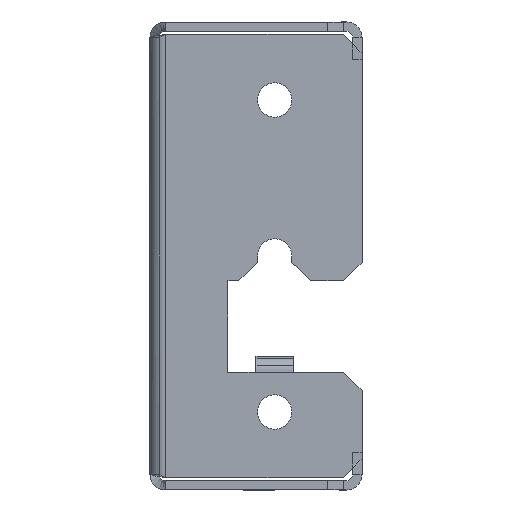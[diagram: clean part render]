
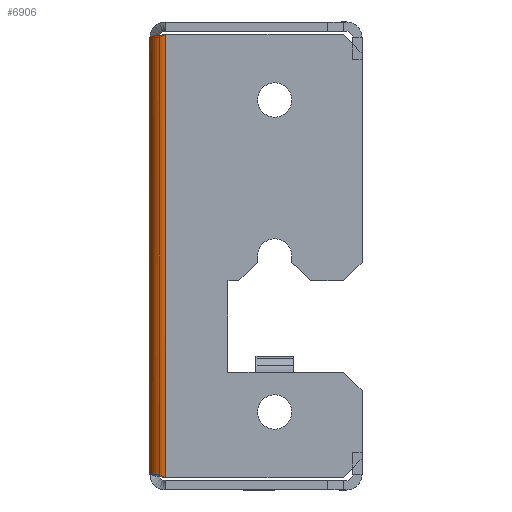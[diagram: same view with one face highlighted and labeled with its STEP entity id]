
A CAD part, left-side view. The second image highlights one B-rep face of the part: STEP entity #6906.
In plain terms, the highlighted cylindrical face has radius 2.5 mm (diameter 5 mm), a partial arc.
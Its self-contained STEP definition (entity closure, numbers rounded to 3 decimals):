
#126 = CARTESIAN_POINT ( 'NONE',  ( -348.5, -2.173, 35.458 ) ) ;
#293 = DIRECTION ( 'NONE',  ( 1., 0., 0. ) ) ;
#519 = EDGE_CURVE ( 'NONE', #21091, #20233, #2703, .T. ) ;
#657 = CARTESIAN_POINT ( 'NONE',  ( -348.435, -1.846, 35.417 ) ) ;
#1196 = CARTESIAN_POINT ( 'NONE',  ( -348.184, -1.241, 35.333 ) ) ;
#1207 = AXIS2_PLACEMENT_3D ( 'NONE', #19112, #12120, #293 ) ;
#1346 = CARTESIAN_POINT ( 'NONE',  ( -347.259, -0.316, -35.167 ) ) ;
#1519 = EDGE_LOOP ( 'NONE', ( #18991, #8348, #4058, #16230 ) ) ;
#2703 = B_SPLINE_CURVE_WITH_KNOTS ( 'NONE', 3,
 ( #10538, #126, #657, #1196, #15741, #25768, #15611, #21558, #26167, #7218 ),
 .UNSPECIFIED., .F., .F.,
 ( 4, 2, 2, 2, 4 ),
 ( 0., 0.25, 0.5, 0.75, 1. ),
 .UNSPECIFIED. ) ;
#3542 = CARTESIAN_POINT ( 'NONE',  ( -348.184, -1.241, -35.333 ) ) ;
#3812 = CARTESIAN_POINT ( 'NONE',  ( -347.999, -0.964, -35.292 ) ) ;
#4058 = ORIENTED_EDGE ( 'NONE', *, *, #20361, .T. ) ;
#4412 = FACE_OUTER_BOUND ( 'NONE', #1519, .T. ) ;
#4800 = LINE ( 'NONE', #5198, #16940 ) ;
#5198 = CARTESIAN_POINT ( 'NONE',  ( -348.5, -2.5, 35. ) ) ;
#5734 = CARTESIAN_POINT ( 'NONE',  ( -346.327, 0., -35.042 ) ) ;
#5932 = EDGE_CURVE ( 'NONE', #9169, #18716, #12204, .T. ) ;
#6190 = CARTESIAN_POINT ( 'NONE',  ( -346., 0., 35. ) ) ;
#6906 = ADVANCED_FACE ( 'NONE', ( #4412 ), #16398, .T. ) ;
#7218 = CARTESIAN_POINT ( 'NONE',  ( -346., 0., 35. ) ) ;
#7920 = CARTESIAN_POINT ( 'NONE',  ( -346.654, -0.065, -35.083 ) ) ;
#8348 = ORIENTED_EDGE ( 'NONE', *, *, #5932, .T. ) ;
#9169 = VERTEX_POINT ( 'NONE', #14735 ) ;
#9830 = CARTESIAN_POINT ( 'NONE',  ( -348.5, -2.5, -35.5 ) ) ;
#10538 = CARTESIAN_POINT ( 'NONE',  ( -348.5, -2.5, 35.5 ) ) ;
#11762 = CARTESIAN_POINT ( 'NONE',  ( -348.435, -1.846, -35.417 ) ) ;
#12120 = DIRECTION ( 'NONE',  ( 0., 0., 1. ) ) ;
#12204 = B_SPLINE_CURVE_WITH_KNOTS ( 'NONE', 3,
 ( #17972, #5734, #7920, #1346, #16183, #3812, #3542, #11762, #22511, #9830 ),
 .UNSPECIFIED., .F., .F.,
 ( 4, 2, 2, 2, 4 ),
 ( 0., 0.25, 0.5, 0.75, 1. ),
 .UNSPECIFIED. ) ;
#12554 = DIRECTION ( 'NONE',  ( 0., 0., -1. ) ) ;
#13567 = DIRECTION ( 'NONE',  ( 0., 0., 1. ) ) ;
#14366 = LINE ( 'NONE', #26554, #18170 ) ;
#14735 = CARTESIAN_POINT ( 'NONE',  ( -346., 0., -35. ) ) ;
#15611 = CARTESIAN_POINT ( 'NONE',  ( -347.259, -0.316, 35.167 ) ) ;
#15741 = CARTESIAN_POINT ( 'NONE',  ( -347.999, -0.964, 35.292 ) ) ;
#15857 = CARTESIAN_POINT ( 'NONE',  ( -348.5, -2.5, -35.5 ) ) ;
#16183 = CARTESIAN_POINT ( 'NONE',  ( -347.536, -0.501, -35.208 ) ) ;
#16230 = ORIENTED_EDGE ( 'NONE', *, *, #519, .T. ) ;
#16398 = CYLINDRICAL_SURFACE ( 'NONE', #1207, 2.5 ) ;
#16940 = VECTOR ( 'NONE', #13567, 1000. ) ;
#17972 = CARTESIAN_POINT ( 'NONE',  ( -346., 0., -35. ) ) ;
#18170 = VECTOR ( 'NONE', #12554, 1000. ) ;
#18716 = VERTEX_POINT ( 'NONE', #15857 ) ;
#18991 = ORIENTED_EDGE ( 'NONE', *, *, #22589, .T. ) ;
#19112 = CARTESIAN_POINT ( 'NONE',  ( -346., -2.5, -71.06 ) ) ;
#20233 = VERTEX_POINT ( 'NONE', #6190 ) ;
#20361 = EDGE_CURVE ( 'NONE', #18716, #21091, #4800, .T. ) ;
#21091 = VERTEX_POINT ( 'NONE', #26421 ) ;
#21558 = CARTESIAN_POINT ( 'NONE',  ( -346.654, -0.065, 35.083 ) ) ;
#22511 = CARTESIAN_POINT ( 'NONE',  ( -348.5, -2.173, -35.458 ) ) ;
#22589 = EDGE_CURVE ( 'NONE', #20233, #9169, #14366, .T. ) ;
#25768 = CARTESIAN_POINT ( 'NONE',  ( -347.536, -0.501, 35.208 ) ) ;
#26167 = CARTESIAN_POINT ( 'NONE',  ( -346.327, 0., 35.042 ) ) ;
#26421 = CARTESIAN_POINT ( 'NONE',  ( -348.5, -2.5, 35.5 ) ) ;
#26554 = CARTESIAN_POINT ( 'NONE',  ( -346., 0., 35. ) ) ;
